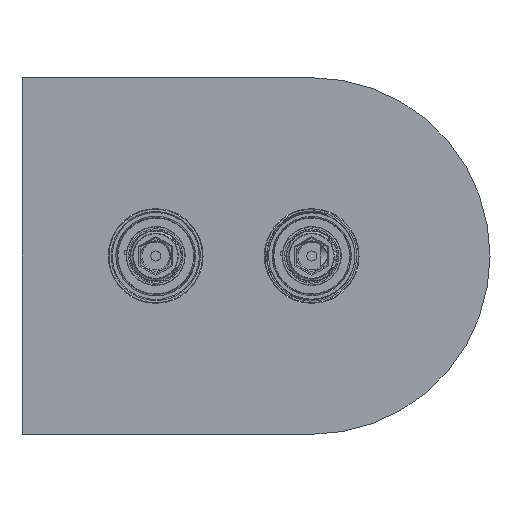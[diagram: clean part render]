
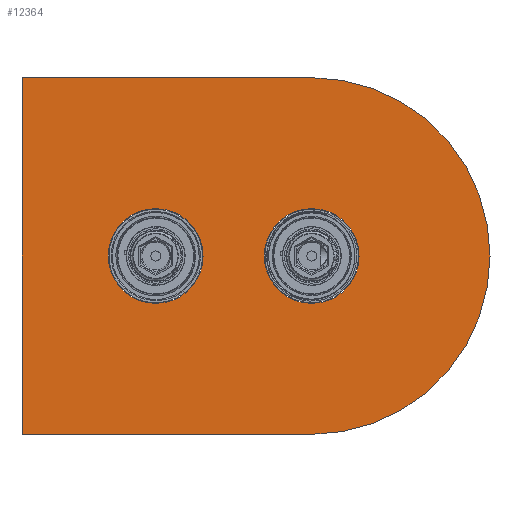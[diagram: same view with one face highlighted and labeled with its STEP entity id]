
A CAD part, front view. The second image highlights one B-rep face of the part: STEP entity #12364.
In plain terms, the highlighted planar face has unit normal (0, -1, 0).
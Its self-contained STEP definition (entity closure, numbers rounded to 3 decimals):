
#403 = EDGE_CURVE ( 'NONE', #20290, #19296, #24232, .T. ) ;
#908 = VERTEX_POINT ( 'NONE', #20348 ) ;
#946 = DIRECTION ( 'NONE',  ( 0., -1., 0. ) ) ;
#1026 = VECTOR ( 'NONE', #23981, 1000. ) ;
#1709 = EDGE_CURVE ( 'NONE', #19296, #18687, #12545, .T. ) ;
#2056 = ORIENTED_EDGE ( 'NONE', *, *, #9536, .F. ) ;
#3156 = AXIS2_PLACEMENT_3D ( 'NONE', #17925, #10024, #12128 ) ;
#3378 = VERTEX_POINT ( 'NONE', #18719 ) ;
#3671 = ORIENTED_EDGE ( 'NONE', *, *, #24016, .T. ) ;
#4124 = DIRECTION ( 'NONE',  ( 0., -1., 0. ) ) ;
#4971 = CARTESIAN_POINT ( 'NONE',  ( 0., -1.419, 0. ) ) ;
#5593 = AXIS2_PLACEMENT_3D ( 'NONE', #21406, #4124, #18875 ) ;
#6761 = CIRCLE ( 'NONE', #5593, 21.25 ) ;
#6894 = EDGE_CURVE ( 'NONE', #18687, #908, #13764, .T. ) ;
#7575 = CARTESIAN_POINT ( 'NONE',  ( 0., -1.419, -80. ) ) ;
#7803 = AXIS2_PLACEMENT_3D ( 'NONE', #4971, #946, #21947 ) ;
#8867 = CARTESIAN_POINT ( 'NONE',  ( -130., -1.419, -80. ) ) ;
#9536 = EDGE_CURVE ( 'NONE', #3378, #3378, #6761, .T. ) ;
#9880 = ORIENTED_EDGE ( 'NONE', *, *, #1709, .T. ) ;
#9999 = CARTESIAN_POINT ( 'NONE',  ( 0., -1.419, 80. ) ) ;
#10024 = DIRECTION ( 'NONE',  ( 0., -1., 0. ) ) ;
#11491 = VECTOR ( 'NONE', #13287, 1000. ) ;
#11906 = EDGE_LOOP ( 'NONE', ( #2056 ) ) ;
#12000 = FACE_BOUND ( 'NONE', #11906, .T. ) ;
#12128 = DIRECTION ( 'NONE',  ( 0., 0., 1. ) ) ;
#12364 = ADVANCED_FACE ( 'NONE', ( #17592, #12000, #21255 ), #26511, .T. ) ;
#12545 = CIRCLE ( 'NONE', #17605, 80. ) ;
#12966 = VECTOR ( 'NONE', #25658, 1000. ) ;
#13287 = DIRECTION ( 'NONE',  ( -1., 0., 0. ) ) ;
#13764 = LINE ( 'NONE', #23863, #11491 ) ;
#14406 = DIRECTION ( 'NONE',  ( 0., 0., 1. ) ) ;
#15130 = CARTESIAN_POINT ( 'NONE',  ( -130., -1.419, 80. ) ) ;
#15597 = VERTEX_POINT ( 'NONE', #20964 ) ;
#16714 = CARTESIAN_POINT ( 'NONE',  ( 0., -1.419, 0. ) ) ;
#17592 = FACE_BOUND ( 'NONE', #22574, .T. ) ;
#17605 = AXIS2_PLACEMENT_3D ( 'NONE', #16714, #20736, #14406 ) ;
#17925 = CARTESIAN_POINT ( 'NONE',  ( 0., -1.419, 0. ) ) ;
#18584 = LINE ( 'NONE', #15130, #12966 ) ;
#18687 = VERTEX_POINT ( 'NONE', #9999 ) ;
#18719 = CARTESIAN_POINT ( 'NONE',  ( -70., -1.419, 21.25 ) ) ;
#18875 = DIRECTION ( 'NONE',  ( 0., 0., 1. ) ) ;
#19296 = VERTEX_POINT ( 'NONE', #7575 ) ;
#19872 = ORIENTED_EDGE ( 'NONE', *, *, #6894, .T. ) ;
#19956 = ORIENTED_EDGE ( 'NONE', *, *, #21400, .F. ) ;
#20290 = VERTEX_POINT ( 'NONE', #24524 ) ;
#20348 = CARTESIAN_POINT ( 'NONE',  ( -130., -1.419, 80. ) ) ;
#20736 = DIRECTION ( 'NONE',  ( 0., -1., 0. ) ) ;
#20964 = CARTESIAN_POINT ( 'NONE',  ( 0., -1.419, 21.25 ) ) ;
#21255 = FACE_OUTER_BOUND ( 'NONE', #23852, .T. ) ;
#21400 = EDGE_CURVE ( 'NONE', #15597, #15597, #27107, .T. ) ;
#21406 = CARTESIAN_POINT ( 'NONE',  ( -70., -1.419, 0. ) ) ;
#21947 = DIRECTION ( 'NONE',  ( 0., 0., 1. ) ) ;
#22574 = EDGE_LOOP ( 'NONE', ( #19956 ) ) ;
#23852 = EDGE_LOOP ( 'NONE', ( #19872, #3671, #26067, #9880 ) ) ;
#23863 = CARTESIAN_POINT ( 'NONE',  ( 0., -1.419, 80. ) ) ;
#23981 = DIRECTION ( 'NONE',  ( 1., 0., 0. ) ) ;
#24016 = EDGE_CURVE ( 'NONE', #908, #20290, #18584, .T. ) ;
#24232 = LINE ( 'NONE', #8867, #1026 ) ;
#24524 = CARTESIAN_POINT ( 'NONE',  ( -130., -1.419, -80. ) ) ;
#25658 = DIRECTION ( 'NONE',  ( 0., 0., -1. ) ) ;
#26067 = ORIENTED_EDGE ( 'NONE', *, *, #403, .T. ) ;
#26511 = PLANE ( 'NONE',  #3156 ) ;
#27107 = CIRCLE ( 'NONE', #7803, 21.25 ) ;
